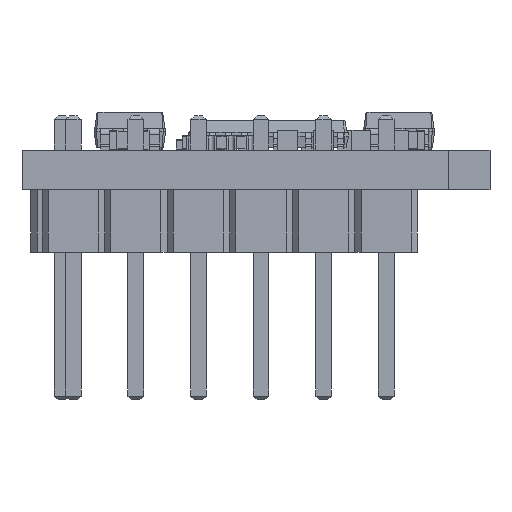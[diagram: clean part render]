
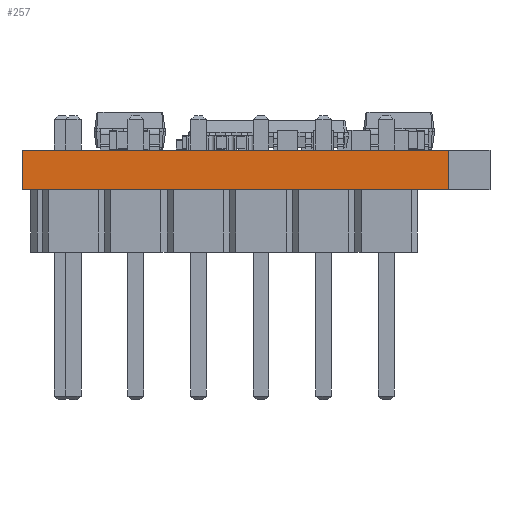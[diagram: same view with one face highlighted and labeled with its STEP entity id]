
A CAD part, left-side view. The second image highlights one B-rep face of the part: STEP entity #257.
In plain terms, the highlighted planar face has unit normal (-1, 0, 0).
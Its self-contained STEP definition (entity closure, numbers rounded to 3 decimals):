
#201 = VERTEX_POINT('',#202);
#202 = CARTESIAN_POINT('',(124.612,-94.971,-1.6));
#208 = EDGE_CURVE('',#209,#201,#211,.T.);
#209 = VERTEX_POINT('',#210);
#210 = CARTESIAN_POINT('',(124.612,-94.971,0.));
#211 = LINE('',#212,#213);
#212 = CARTESIAN_POINT('',(124.612,-94.971,0.));
#213 = VECTOR('',#214,1.);
#214 = DIRECTION('',(0.,0.,-1.));
#257 = ADVANCED_FACE('',(#258),#283,.F.);
#258 = FACE_BOUND('',#259,.F.);
#259 = EDGE_LOOP('',(#260,#261,#269,#277));
#260 = ORIENTED_EDGE('',*,*,#208,.T.);
#261 = ORIENTED_EDGE('',*,*,#262,.T.);
#262 = EDGE_CURVE('',#201,#263,#265,.T.);
#263 = VERTEX_POINT('',#264);
#264 = CARTESIAN_POINT('',(124.612,-77.673,-1.6));
#265 = LINE('',#266,#267);
#266 = CARTESIAN_POINT('',(124.612,-94.971,-1.6));
#267 = VECTOR('',#268,1.);
#268 = DIRECTION('',(0.,1.,0.));
#269 = ORIENTED_EDGE('',*,*,#270,.F.);
#270 = EDGE_CURVE('',#271,#263,#273,.T.);
#271 = VERTEX_POINT('',#272);
#272 = CARTESIAN_POINT('',(124.612,-77.673,0.));
#273 = LINE('',#274,#275);
#274 = CARTESIAN_POINT('',(124.612,-77.673,0.));
#275 = VECTOR('',#276,1.);
#276 = DIRECTION('',(0.,0.,-1.));
#277 = ORIENTED_EDGE('',*,*,#278,.F.);
#278 = EDGE_CURVE('',#209,#271,#279,.T.);
#279 = LINE('',#280,#281);
#280 = CARTESIAN_POINT('',(124.612,-94.971,0.));
#281 = VECTOR('',#282,1.);
#282 = DIRECTION('',(0.,1.,0.));
#283 = PLANE('',#284);
#284 = AXIS2_PLACEMENT_3D('',#285,#286,#287);
#285 = CARTESIAN_POINT('',(124.612,-94.971,0.));
#286 = DIRECTION('',(1.,-0.,0.));
#287 = DIRECTION('',(0.,1.,0.));
